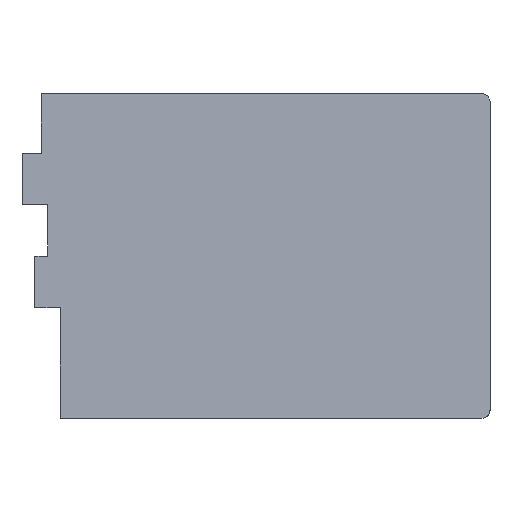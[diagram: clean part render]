
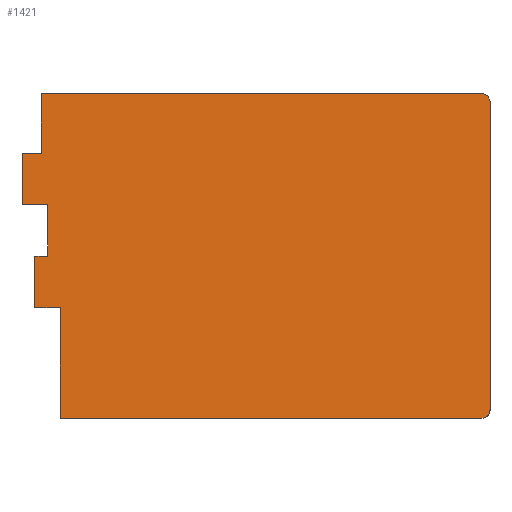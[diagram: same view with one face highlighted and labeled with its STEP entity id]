
A CAD part, front view. The second image highlights one B-rep face of the part: STEP entity #1421.
In plain terms, the highlighted planar face has unit normal (0, -0.999, 0.052).
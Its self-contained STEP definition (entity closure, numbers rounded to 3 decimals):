
#3 = ORIENTED_EDGE ( 'NONE', *, *, #1222, .T. ) ;
#25 = EDGE_CURVE ( 'NONE', #132, #1310, #1138, .T. ) ;
#40 = VERTEX_POINT ( 'NONE', #693 ) ;
#49 = EDGE_LOOP ( 'NONE', ( #981, #1366, #1001, #302, #394, #315, #1047, #357, #1345, #750, #3, #387, #430, #1267 ) ) ;
#109 =( BOUNDED_CURVE ( )  B_SPLINE_CURVE ( 3, ( #915, #1165, #1025, #156 ),
 .UNSPECIFIED., .F., .T. ) 
 B_SPLINE_CURVE_WITH_KNOTS ( ( 4, 4 ),
 ( 0., 1.571 ),
 .UNSPECIFIED. ) 
 CURVE ( )  GEOMETRIC_REPRESENTATION_ITEM ( )  RATIONAL_B_SPLINE_CURVE ( ( 1., 0.805, 0.805, 1. ) ) 
 REPRESENTATION_ITEM ( '' )  );
#122 = CARTESIAN_POINT ( 'NONE',  ( 3., -1.065, 1.757 ) ) ;
#123 = CARTESIAN_POINT ( 'NONE',  ( -165.693, -5.155, -76.28 ) ) ;
#132 = VERTEX_POINT ( 'NONE', #760 ) ;
#142 = LINE ( 'NONE', #479, #195 ) ;
#146 = CARTESIAN_POINT ( 'NONE',  ( 1.757, -1., 3. ) ) ;
#151 = CARTESIAN_POINT ( 'NONE',  ( -156.193, -1.154, 0.06 ) ) ;
#156 = CARTESIAN_POINT ( 'NONE',  ( 3., -7.146, -114.28 ) ) ;
#167 = CARTESIAN_POINT ( 'NONE',  ( -276.695, -1.154, 0.06 ) ) ;
#173 = CARTESIAN_POINT ( 'NONE',  ( -163.3, -1., 3. ) ) ;
#182 = EDGE_CURVE ( 'NONE', #1055, #383, #633, .T. ) ;
#183 = DIRECTION ( 'NONE',  ( 1., 0., 0. ) ) ;
#195 = VECTOR ( 'NONE', #1359, 1000. ) ;
#210 = LINE ( 'NONE', #648, #256 ) ;
#225 = LINE ( 'NONE', #342, #1043 ) ;
#231 = CARTESIAN_POINT ( 'NONE',  ( -170.4, -3.149, -38. ) ) ;
#239 = VECTOR ( 'NONE', #851, 1000. ) ;
#251 = CARTESIAN_POINT ( 'NONE',  ( 3., -1.157, 0. ) ) ;
#256 = VECTOR ( 'NONE', #1062, 1000. ) ;
#264 = VERTEX_POINT ( 'NONE', #123 ) ;
#269 = PLANE ( 'NONE',  #1232 ) ;
#272 = DIRECTION ( 'NONE',  ( 0., -0.052, -0.999 ) ) ;
#284 = CARTESIAN_POINT ( 'NONE',  ( -156.193, -5.155, -76.28 ) ) ;
#298 = CARTESIAN_POINT ( 'NONE',  ( 0., -1., 3. ) ) ;
#302 = ORIENTED_EDGE ( 'NONE', *, *, #980, .T. ) ;
#305 = CARTESIAN_POINT ( 'NONE',  ( 3., -1.154, 0.06 ) ) ;
#315 = ORIENTED_EDGE ( 'NONE', *, *, #732, .T. ) ;
#338 = CARTESIAN_POINT ( 'NONE',  ( 3., -7.146, -114.28 ) ) ;
#342 = CARTESIAN_POINT ( 'NONE',  ( -189.422, -2.158, -19.1 ) ) ;
#352 = VECTOR ( 'NONE', #1381, 1000. ) ;
#357 = ORIENTED_EDGE ( 'NONE', *, *, #1196, .T. ) ;
#370 = VECTOR ( 'NONE', #701, 1000. ) ;
#375 = VECTOR ( 'NONE', #1243, 1000. ) ;
#383 = VERTEX_POINT ( 'NONE', #615 ) ;
#387 = ORIENTED_EDGE ( 'NONE', *, *, #25, .F. ) ;
#393 = CARTESIAN_POINT ( 'NONE',  ( -170.4, -1.154, 0.06 ) ) ;
#394 = ORIENTED_EDGE ( 'NONE', *, *, #1030, .F. ) ;
#397 = EDGE_CURVE ( 'NONE', #1037, #1055, #109, .T. ) ;
#402 = CARTESIAN_POINT ( 'NONE',  ( -185.22, -5.155, -76.28 ) ) ;
#405 = VERTEX_POINT ( 'NONE', #1056 ) ;
#412 = CARTESIAN_POINT ( 'NONE',  ( -276.695, -7.304, -117.28 ) ) ;
#430 = ORIENTED_EDGE ( 'NONE', *, *, #1011, .T. ) ;
#442 = CARTESIAN_POINT ( 'NONE',  ( -165.693, -4.155, -57.2 ) ) ;
#457 = LINE ( 'NONE', #878, #1018 ) ;
#479 = CARTESIAN_POINT ( 'NONE',  ( -165.693, -1.154, 0.06 ) ) ;
#503 = LINE ( 'NONE', #941, #1094 ) ;
#569 = DIRECTION ( 'NONE',  ( -1., 0., 0. ) ) ;
#603 = VERTEX_POINT ( 'NONE', #442 ) ;
#615 = CARTESIAN_POINT ( 'NONE',  ( 3., -1.157, 0. ) ) ;
#633 = LINE ( 'NONE', #305, #692 ) ;
#637 = VERTEX_POINT ( 'NONE', #173 ) ;
#648 = CARTESIAN_POINT ( 'NONE',  ( -163.3, -1.154, 0.06 ) ) ;
#655 = LINE ( 'NONE', #1098, #375 ) ;
#663 = CARTESIAN_POINT ( 'NONE',  ( 0., -7.304, -117.28 ) ) ;
#692 = VECTOR ( 'NONE', #1198, 1000. ) ;
#693 = CARTESIAN_POINT ( 'NONE',  ( -170.4, -2.158, -19.1 ) ) ;
#696 = CARTESIAN_POINT ( 'NONE',  ( -160.9, -1.154, 0.06 ) ) ;
#701 = DIRECTION ( 'NONE',  ( 0., 0.052, 0.999 ) ) ;
#732 = EDGE_CURVE ( 'NONE', #40, #1118, #1173, .T. ) ;
#750 = ORIENTED_EDGE ( 'NONE', *, *, #1166, .F. ) ;
#760 = CARTESIAN_POINT ( 'NONE',  ( -156.193, -7.304, -117.28 ) ) ;
#785 = DIRECTION ( 'NONE',  ( 1., 0., 0. ) ) ;
#788 =( BOUNDED_CURVE ( )  B_SPLINE_CURVE ( 3, ( #251, #122, #146, #1328 ),
 .UNSPECIFIED., .F., .T. ) 
 B_SPLINE_CURVE_WITH_KNOTS ( ( 4, 4 ),
 ( 4.712, 6.283 ),
 .UNSPECIFIED. ) 
 CURVE ( )  GEOMETRIC_REPRESENTATION_ITEM ( )  RATIONAL_B_SPLINE_CURVE ( ( 1., 0.805, 0.805, 1. ) ) 
 REPRESENTATION_ITEM ( '' )  );
#804 = CARTESIAN_POINT ( 'NONE',  ( -163.3, -2.158, -19.1 ) ) ;
#828 = VERTEX_POINT ( 'NONE', #804 ) ;
#839 = EDGE_CURVE ( 'NONE', #383, #1331, #788, .T. ) ;
#851 = DIRECTION ( 'NONE',  ( 1., 0., 0. ) ) ;
#878 = CARTESIAN_POINT ( 'NONE',  ( 0., -1., 3. ) ) ;
#883 = EDGE_CURVE ( 'NONE', #603, #1006, #503, .T. ) ;
#915 = CARTESIAN_POINT ( 'NONE',  ( 0., -7.304, -117.28 ) ) ;
#924 = VECTOR ( 'NONE', #183, 1000. ) ;
#941 = CARTESIAN_POINT ( 'NONE',  ( -185.22, -4.155, -57.2 ) ) ;
#956 = CARTESIAN_POINT ( 'NONE',  ( -160.9, -4.155, -57.2 ) ) ;
#980 = EDGE_CURVE ( 'NONE', #637, #828, #210, .T. ) ;
#981 = ORIENTED_EDGE ( 'NONE', *, *, #182, .T. ) ;
#1001 = ORIENTED_EDGE ( 'NONE', *, *, #1114, .T. ) ;
#1006 = VERTEX_POINT ( 'NONE', #956 ) ;
#1011 = EDGE_CURVE ( 'NONE', #132, #1037, #1406, .T. ) ;
#1018 = VECTOR ( 'NONE', #569, 1000. ) ;
#1025 = CARTESIAN_POINT ( 'NONE',  ( 3., -7.238, -116.037 ) ) ;
#1030 = EDGE_CURVE ( 'NONE', #40, #828, #225, .T. ) ;
#1035 = DIRECTION ( 'NONE',  ( 0., 0.999, -0.052 ) ) ;
#1037 = VERTEX_POINT ( 'NONE', #663 ) ;
#1043 = VECTOR ( 'NONE', #785, 1000. ) ;
#1047 = ORIENTED_EDGE ( 'NONE', *, *, #1373, .T. ) ;
#1055 = VERTEX_POINT ( 'NONE', #338 ) ;
#1056 = CARTESIAN_POINT ( 'NONE',  ( -160.9, -3.149, -38. ) ) ;
#1062 = DIRECTION ( 'NONE',  ( 0., -0.052, -0.999 ) ) ;
#1094 = VECTOR ( 'NONE', #1294, 1000. ) ;
#1098 = CARTESIAN_POINT ( 'NONE',  ( -189.422, -3.149, -38. ) ) ;
#1114 = EDGE_CURVE ( 'NONE', #1331, #637, #457, .T. ) ;
#1118 = VERTEX_POINT ( 'NONE', #231 ) ;
#1138 = LINE ( 'NONE', #151, #370 ) ;
#1145 = LINE ( 'NONE', #696, #352 ) ;
#1165 = CARTESIAN_POINT ( 'NONE',  ( 1.757, -7.304, -117.28 ) ) ;
#1166 = EDGE_CURVE ( 'NONE', #264, #603, #142, .T. ) ;
#1173 = LINE ( 'NONE', #393, #1274 ) ;
#1184 = LINE ( 'NONE', #402, #924 ) ;
#1196 = EDGE_CURVE ( 'NONE', #405, #1006, #1145, .T. ) ;
#1198 = DIRECTION ( 'NONE',  ( 0., 0.052, 0.999 ) ) ;
#1222 = EDGE_CURVE ( 'NONE', #264, #1310, #1184, .T. ) ;
#1232 = AXIS2_PLACEMENT_3D ( 'NONE', #167, #1035, #1256 ) ;
#1243 = DIRECTION ( 'NONE',  ( 1., 0., 0. ) ) ;
#1256 = DIRECTION ( 'NONE',  ( 0., 0.052, 0.999 ) ) ;
#1262 = FACE_OUTER_BOUND ( 'NONE', #49, .T. ) ;
#1267 = ORIENTED_EDGE ( 'NONE', *, *, #397, .T. ) ;
#1274 = VECTOR ( 'NONE', #272, 1000. ) ;
#1294 = DIRECTION ( 'NONE',  ( 1., 0., 0. ) ) ;
#1310 = VERTEX_POINT ( 'NONE', #284 ) ;
#1328 = CARTESIAN_POINT ( 'NONE',  ( 0., -1., 3. ) ) ;
#1331 = VERTEX_POINT ( 'NONE', #298 ) ;
#1345 = ORIENTED_EDGE ( 'NONE', *, *, #883, .F. ) ;
#1359 = DIRECTION ( 'NONE',  ( 0., 0.052, 0.999 ) ) ;
#1366 = ORIENTED_EDGE ( 'NONE', *, *, #839, .T. ) ;
#1373 = EDGE_CURVE ( 'NONE', #1118, #405, #655, .T. ) ;
#1381 = DIRECTION ( 'NONE',  ( 0., -0.052, -0.999 ) ) ;
#1406 = LINE ( 'NONE', #412, #239 ) ;
#1421 = ADVANCED_FACE ( 'NONE', ( #1262 ), #269, .F. ) ;
